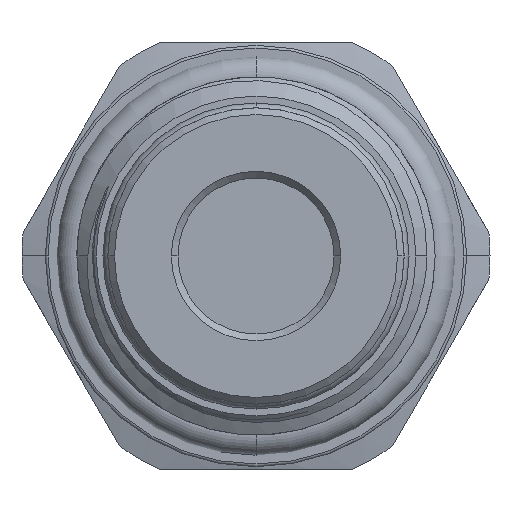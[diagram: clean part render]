
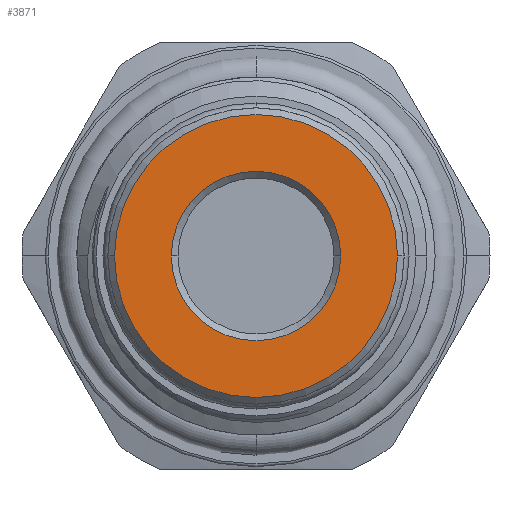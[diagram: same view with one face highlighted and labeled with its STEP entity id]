
A CAD part, left-side view. The second image highlights one B-rep face of the part: STEP entity #3871.
In plain terms, the highlighted planar face has unit normal (-1, 0, 0).
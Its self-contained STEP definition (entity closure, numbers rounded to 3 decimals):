
#111 = DIRECTION ( 'NONE',  ( 0., 1., 0. ) ) ;
#501 = CARTESIAN_POINT ( 'NONE',  ( 3.95, 0., 0. ) ) ;
#1125 = CARTESIAN_POINT ( 'NONE',  ( 3.95, 10.61, 0. ) ) ;
#2236 = VERTEX_POINT ( 'NONE', #9338 ) ;
#2545 = AXIS2_PLACEMENT_3D ( 'NONE', #9622, #10744, #14076 ) ;
#2769 = EDGE_CURVE ( 'NONE', #3439, #6118, #3395, .T. ) ;
#3395 = CIRCLE ( 'NONE', #2545, 10.61 ) ;
#3439 = VERTEX_POINT ( 'NONE', #6854 ) ;
#3713 = DIRECTION ( 'NONE',  ( 1., 0., 0. ) ) ;
#3871 = ADVANCED_FACE ( 'NONE', ( #10901, #9152 ), #6959, .T. ) ;
#4050 = CIRCLE ( 'NONE', #6085, 10.61 ) ;
#4722 = ORIENTED_EDGE ( 'NONE', *, *, #7865, .T. ) ;
#4768 = DIRECTION ( 'NONE',  ( -1., 0., 0. ) ) ;
#5476 = CARTESIAN_POINT ( 'NONE',  ( 3.95, 0., 0. ) ) ;
#6064 = CIRCLE ( 'NONE', #7318, 6.35 ) ;
#6085 = AXIS2_PLACEMENT_3D ( 'NONE', #5476, #10915, #8738 ) ;
#6118 = VERTEX_POINT ( 'NONE', #1125 ) ;
#6415 = VERTEX_POINT ( 'NONE', #7181 ) ;
#6494 = AXIS2_PLACEMENT_3D ( 'NONE', #10350, #3713, #7078 ) ;
#6854 = CARTESIAN_POINT ( 'NONE',  ( 3.95, -10.61, 0. ) ) ;
#6959 = PLANE ( 'NONE',  #8845 ) ;
#7078 = DIRECTION ( 'NONE',  ( 0., -1., 0. ) ) ;
#7181 = CARTESIAN_POINT ( 'NONE',  ( 3.95, -6.35, 0. ) ) ;
#7192 = DIRECTION ( 'NONE',  ( 0., -1., 0. ) ) ;
#7318 = AXIS2_PLACEMENT_3D ( 'NONE', #501, #8360, #7192 ) ;
#7865 = EDGE_CURVE ( 'NONE', #6118, #3439, #4050, .T. ) ;
#8360 = DIRECTION ( 'NONE',  ( 1., 0., 0. ) ) ;
#8529 = ORIENTED_EDGE ( 'NONE', *, *, #10659, .T. ) ;
#8738 = DIRECTION ( 'NONE',  ( 0., 1., 0. ) ) ;
#8845 = AXIS2_PLACEMENT_3D ( 'NONE', #9039, #4768, #111 ) ;
#9039 = CARTESIAN_POINT ( 'NONE',  ( 3.95, 0., 0. ) ) ;
#9152 = FACE_OUTER_BOUND ( 'NONE', #13186, .T. ) ;
#9338 = CARTESIAN_POINT ( 'NONE',  ( 3.95, 6.35, 0. ) ) ;
#9622 = CARTESIAN_POINT ( 'NONE',  ( 3.95, 0., 0. ) ) ;
#10287 = EDGE_CURVE ( 'NONE', #2236, #6415, #6064, .T. ) ;
#10350 = CARTESIAN_POINT ( 'NONE',  ( 3.95, 0., 0. ) ) ;
#10659 = EDGE_CURVE ( 'NONE', #6415, #2236, #14219, .T. ) ;
#10744 = DIRECTION ( 'NONE',  ( -1., 0., 0. ) ) ;
#10901 = FACE_BOUND ( 'NONE', #10906, .T. ) ;
#10906 = EDGE_LOOP ( 'NONE', ( #12989, #8529 ) ) ;
#10915 = DIRECTION ( 'NONE',  ( -1., 0., 0. ) ) ;
#11775 = ORIENTED_EDGE ( 'NONE', *, *, #2769, .T. ) ;
#12989 = ORIENTED_EDGE ( 'NONE', *, *, #10287, .T. ) ;
#13186 = EDGE_LOOP ( 'NONE', ( #11775, #4722 ) ) ;
#14076 = DIRECTION ( 'NONE',  ( 0., 1., 0. ) ) ;
#14219 = CIRCLE ( 'NONE', #6494, 6.35 ) ;
